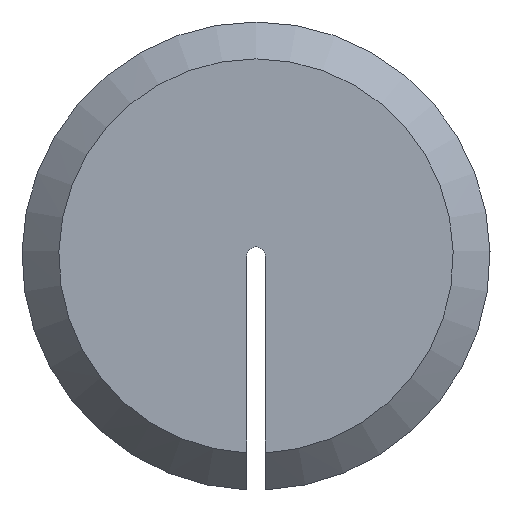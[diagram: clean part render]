
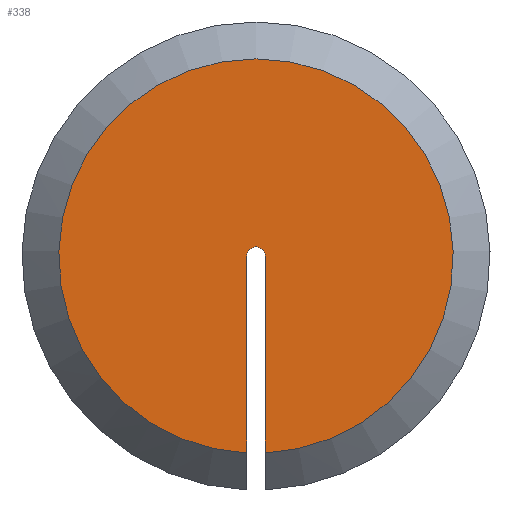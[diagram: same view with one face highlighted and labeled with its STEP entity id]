
A CAD part, left-side view. The second image highlights one B-rep face of the part: STEP entity #338.
In plain terms, the highlighted planar face has unit normal (-1, 0, 0).
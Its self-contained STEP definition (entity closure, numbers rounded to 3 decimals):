
#1 = VECTOR ( 'NONE', #199, 1000. ) ;
#6 = LINE ( 'NONE', #367, #1 ) ;
#7 = DIRECTION ( 'NONE',  ( 0., 0., -1. ) ) ;
#25 = CARTESIAN_POINT ( 'NONE',  ( -38.334, 5.764, 65.999 ) ) ;
#26 = CARTESIAN_POINT ( 'NONE',  ( -38.334, 5.639, 63.327 ) ) ;
#36 = VERTEX_POINT ( 'NONE', #127 ) ;
#41 = LINE ( 'NONE', #362, #294 ) ;
#60 = VERTEX_POINT ( 'NONE', #360 ) ;
#67 = CIRCLE ( 'NONE', #308, 2.675 ) ;
#88 = DIRECTION ( 'NONE',  ( 1., 0., 0. ) ) ;
#114 = EDGE_CURVE ( 'NONE', #36, #322, #342, .T. ) ;
#127 = CARTESIAN_POINT ( 'NONE',  ( -38.334, 5.639, 65.999 ) ) ;
#134 = CARTESIAN_POINT ( 'NONE',  ( -38.334, 5.764, 65.999 ) ) ;
#135 = FACE_OUTER_BOUND ( 'NONE', #246, .T. ) ;
#137 = EDGE_CURVE ( 'NONE', #289, #60, #67, .T. ) ;
#146 = AXIS2_PLACEMENT_3D ( 'NONE', #276, #327, #7 ) ;
#149 = AXIS2_PLACEMENT_3D ( 'NONE', #25, #88, #206 ) ;
#168 = ORIENTED_EDGE ( 'NONE', *, *, #264, .F. ) ;
#180 = ORIENTED_EDGE ( 'NONE', *, *, #244, .F. ) ;
#199 = DIRECTION ( 'NONE',  ( 0., 0., 1. ) ) ;
#206 = DIRECTION ( 'NONE',  ( 0., 0., -1. ) ) ;
#229 = CARTESIAN_POINT ( 'NONE',  ( -38.334, 5.889, 65.999 ) ) ;
#243 = ORIENTED_EDGE ( 'NONE', *, *, #137, .T. ) ;
#244 = EDGE_CURVE ( 'NONE', #289, #36, #6, .T. ) ;
#245 = DIRECTION ( 'NONE',  ( -1., 0., 0. ) ) ;
#246 = EDGE_LOOP ( 'NONE', ( #180, #243, #168, #259 ) ) ;
#259 = ORIENTED_EDGE ( 'NONE', *, *, #114, .F. ) ;
#261 = PLANE ( 'NONE',  #149 ) ;
#264 = EDGE_CURVE ( 'NONE', #322, #60, #41, .T. ) ;
#276 = CARTESIAN_POINT ( 'NONE',  ( -38.334, 5.764, 65.999 ) ) ;
#289 = VERTEX_POINT ( 'NONE', #26 ) ;
#294 = VECTOR ( 'NONE', #309, 1000. ) ;
#308 = AXIS2_PLACEMENT_3D ( 'NONE', #134, #245, #357 ) ;
#309 = DIRECTION ( 'NONE',  ( 0., 0., -1. ) ) ;
#322 = VERTEX_POINT ( 'NONE', #229 ) ;
#327 = DIRECTION ( 'NONE',  ( -1., 0., 0. ) ) ;
#338 = ADVANCED_FACE ( 'NONE', ( #135 ), #261, .F. ) ;
#342 = CIRCLE ( 'NONE', #146, 0.125 ) ;
#357 = DIRECTION ( 'NONE',  ( 0., 0., -1. ) ) ;
#360 = CARTESIAN_POINT ( 'NONE',  ( -38.334, 5.889, 63.327 ) ) ;
#362 = CARTESIAN_POINT ( 'NONE',  ( -38.334, 5.889, 65.999 ) ) ;
#367 = CARTESIAN_POINT ( 'NONE',  ( -38.334, 5.639, 65.999 ) ) ;
